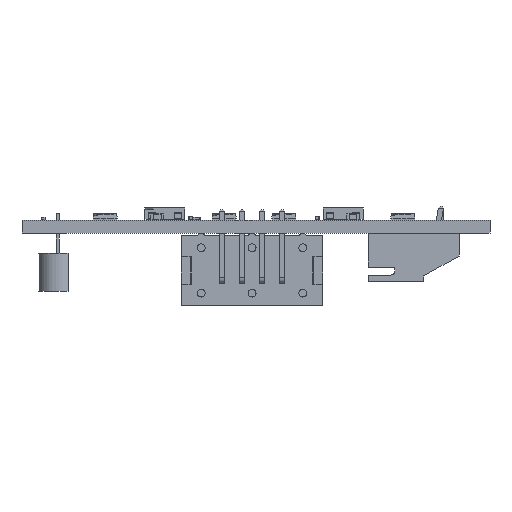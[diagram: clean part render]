
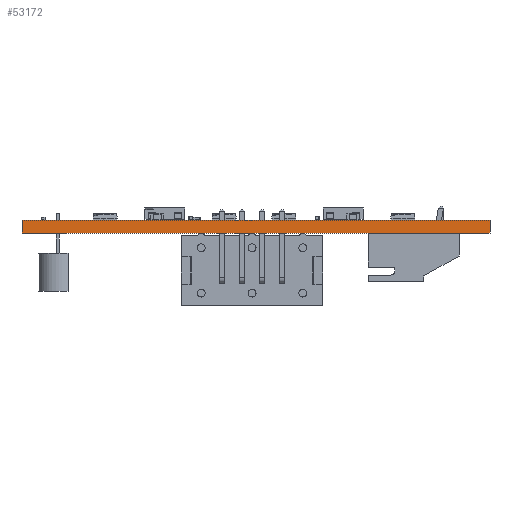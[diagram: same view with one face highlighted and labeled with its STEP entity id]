
A CAD part, front view. The second image highlights one B-rep face of the part: STEP entity #53172.
In plain terms, the highlighted planar face has unit normal (0, -1, 0).
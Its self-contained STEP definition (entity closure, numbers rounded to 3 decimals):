
#50413 = PLANE('',#50414);
#50414 = AXIS2_PLACEMENT_3D('',#50415,#50416,#50417);
#50415 = CARTESIAN_POINT('',(29.564,-36.5,1.58));
#50416 = DIRECTION('',(-0.,-0.,-1.));
#50417 = DIRECTION('',(-1.,0.,0.));
#50467 = PLANE('',#50468);
#50468 = AXIS2_PLACEMENT_3D('',#50469,#50470,#50471);
#50469 = CARTESIAN_POINT('',(29.564,-36.5,0.));
#50470 = DIRECTION('',(-0.,-0.,-1.));
#50471 = DIRECTION('',(-1.,0.,0.));
#50800 = VERTEX_POINT('',#50801);
#50801 = CARTESIAN_POINT('',(59.,-73.,0.));
#50815 = PLANE('',#50816);
#50816 = AXIS2_PLACEMENT_3D('',#50817,#50818,#50819);
#50817 = CARTESIAN_POINT('',(59.,-66.,0.));
#50818 = DIRECTION('',(1.,0.,-0.));
#50819 = DIRECTION('',(0.,-1.,0.));
#50827 = EDGE_CURVE('',#50800,#50828,#50830,.T.);
#50828 = VERTEX_POINT('',#50829);
#50829 = CARTESIAN_POINT('',(0.,-73.,0.));
#50830 = SURFACE_CURVE('',#50831,(#50835,#50842),.PCURVE_S1.);
#50831 = LINE('',#50832,#50833);
#50832 = CARTESIAN_POINT('',(59.,-73.,0.));
#50833 = VECTOR('',#50834,1.);
#50834 = DIRECTION('',(-1.,0.,0.));
#50835 = PCURVE('',#50467,#50836);
#50836 = DEFINITIONAL_REPRESENTATION('',(#50837),#50841);
#50837 = LINE('',#50838,#50839);
#50838 = CARTESIAN_POINT('',(-29.436,-36.5));
#50839 = VECTOR('',#50840,1.);
#50840 = DIRECTION('',(1.,0.));
#50841 = ( GEOMETRIC_REPRESENTATION_CONTEXT(2) 
PARAMETRIC_REPRESENTATION_CONTEXT() REPRESENTATION_CONTEXT('2D SPACE',''
  ) );
#50842 = PCURVE('',#50843,#50848);
#50843 = PLANE('',#50844);
#50844 = AXIS2_PLACEMENT_3D('',#50845,#50846,#50847);
#50845 = CARTESIAN_POINT('',(59.,-73.,0.));
#50846 = DIRECTION('',(0.,-1.,0.));
#50847 = DIRECTION('',(-1.,0.,0.));
#50848 = DEFINITIONAL_REPRESENTATION('',(#50849),#50853);
#50849 = LINE('',#50850,#50851);
#50850 = CARTESIAN_POINT('',(0.,-0.));
#50851 = VECTOR('',#50852,1.);
#50852 = DIRECTION('',(1.,0.));
#50853 = ( GEOMETRIC_REPRESENTATION_CONTEXT(2) 
PARAMETRIC_REPRESENTATION_CONTEXT() REPRESENTATION_CONTEXT('2D SPACE',''
  ) );
#50871 = PLANE('',#50872);
#50872 = AXIS2_PLACEMENT_3D('',#50873,#50874,#50875);
#50873 = CARTESIAN_POINT('',(0.,-73.,0.));
#50874 = DIRECTION('',(-1.,0.,0.));
#50875 = DIRECTION('',(0.,1.,0.));
#51931 = VERTEX_POINT('',#51932);
#51932 = CARTESIAN_POINT('',(59.,-73.,1.58));
#51953 = EDGE_CURVE('',#51931,#51954,#51956,.T.);
#51954 = VERTEX_POINT('',#51955);
#51955 = CARTESIAN_POINT('',(0.,-73.,1.58));
#51956 = SURFACE_CURVE('',#51957,(#51961,#51968),.PCURVE_S1.);
#51957 = LINE('',#51958,#51959);
#51958 = CARTESIAN_POINT('',(59.,-73.,1.58));
#51959 = VECTOR('',#51960,1.);
#51960 = DIRECTION('',(-1.,0.,0.));
#51961 = PCURVE('',#50413,#51962);
#51962 = DEFINITIONAL_REPRESENTATION('',(#51963),#51967);
#51963 = LINE('',#51964,#51965);
#51964 = CARTESIAN_POINT('',(-29.436,-36.5));
#51965 = VECTOR('',#51966,1.);
#51966 = DIRECTION('',(1.,0.));
#51967 = ( GEOMETRIC_REPRESENTATION_CONTEXT(2) 
PARAMETRIC_REPRESENTATION_CONTEXT() REPRESENTATION_CONTEXT('2D SPACE',''
  ) );
#51968 = PCURVE('',#50843,#51969);
#51969 = DEFINITIONAL_REPRESENTATION('',(#51970),#51974);
#51970 = LINE('',#51971,#51972);
#51971 = CARTESIAN_POINT('',(0.,-1.58));
#51972 = VECTOR('',#51973,1.);
#51973 = DIRECTION('',(1.,0.));
#51974 = ( GEOMETRIC_REPRESENTATION_CONTEXT(2) 
PARAMETRIC_REPRESENTATION_CONTEXT() REPRESENTATION_CONTEXT('2D SPACE',''
  ) );
#53124 = EDGE_CURVE('',#50800,#51931,#53125,.T.);
#53125 = SURFACE_CURVE('',#53126,(#53130,#53137),.PCURVE_S1.);
#53126 = LINE('',#53127,#53128);
#53127 = CARTESIAN_POINT('',(59.,-73.,0.));
#53128 = VECTOR('',#53129,1.);
#53129 = DIRECTION('',(0.,0.,1.));
#53130 = PCURVE('',#50815,#53131);
#53131 = DEFINITIONAL_REPRESENTATION('',(#53132),#53136);
#53132 = LINE('',#53133,#53134);
#53133 = CARTESIAN_POINT('',(7.,0.));
#53134 = VECTOR('',#53135,1.);
#53135 = DIRECTION('',(0.,-1.));
#53136 = ( GEOMETRIC_REPRESENTATION_CONTEXT(2) 
PARAMETRIC_REPRESENTATION_CONTEXT() REPRESENTATION_CONTEXT('2D SPACE',''
  ) );
#53137 = PCURVE('',#50843,#53138);
#53138 = DEFINITIONAL_REPRESENTATION('',(#53139),#53143);
#53139 = LINE('',#53140,#53141);
#53140 = CARTESIAN_POINT('',(0.,-0.));
#53141 = VECTOR('',#53142,1.);
#53142 = DIRECTION('',(0.,-1.));
#53143 = ( GEOMETRIC_REPRESENTATION_CONTEXT(2) 
PARAMETRIC_REPRESENTATION_CONTEXT() REPRESENTATION_CONTEXT('2D SPACE',''
  ) );
#53172 = ADVANCED_FACE('',(#53173),#50843,.T.);
#53173 = FACE_BOUND('',#53174,.T.);
#53174 = EDGE_LOOP('',(#53175,#53176,#53177,#53198));
#53175 = ORIENTED_EDGE('',*,*,#53124,.T.);
#53176 = ORIENTED_EDGE('',*,*,#51953,.T.);
#53177 = ORIENTED_EDGE('',*,*,#53178,.F.);
#53178 = EDGE_CURVE('',#50828,#51954,#53179,.T.);
#53179 = SURFACE_CURVE('',#53180,(#53184,#53191),.PCURVE_S1.);
#53180 = LINE('',#53181,#53182);
#53181 = CARTESIAN_POINT('',(0.,-73.,0.));
#53182 = VECTOR('',#53183,1.);
#53183 = DIRECTION('',(0.,0.,1.));
#53184 = PCURVE('',#50843,#53185);
#53185 = DEFINITIONAL_REPRESENTATION('',(#53186),#53190);
#53186 = LINE('',#53187,#53188);
#53187 = CARTESIAN_POINT('',(59.,0.));
#53188 = VECTOR('',#53189,1.);
#53189 = DIRECTION('',(0.,-1.));
#53190 = ( GEOMETRIC_REPRESENTATION_CONTEXT(2) 
PARAMETRIC_REPRESENTATION_CONTEXT() REPRESENTATION_CONTEXT('2D SPACE',''
  ) );
#53191 = PCURVE('',#50871,#53192);
#53192 = DEFINITIONAL_REPRESENTATION('',(#53193),#53197);
#53193 = LINE('',#53194,#53195);
#53194 = CARTESIAN_POINT('',(0.,0.));
#53195 = VECTOR('',#53196,1.);
#53196 = DIRECTION('',(0.,-1.));
#53197 = ( GEOMETRIC_REPRESENTATION_CONTEXT(2) 
PARAMETRIC_REPRESENTATION_CONTEXT() REPRESENTATION_CONTEXT('2D SPACE',''
  ) );
#53198 = ORIENTED_EDGE('',*,*,#50827,.F.);
